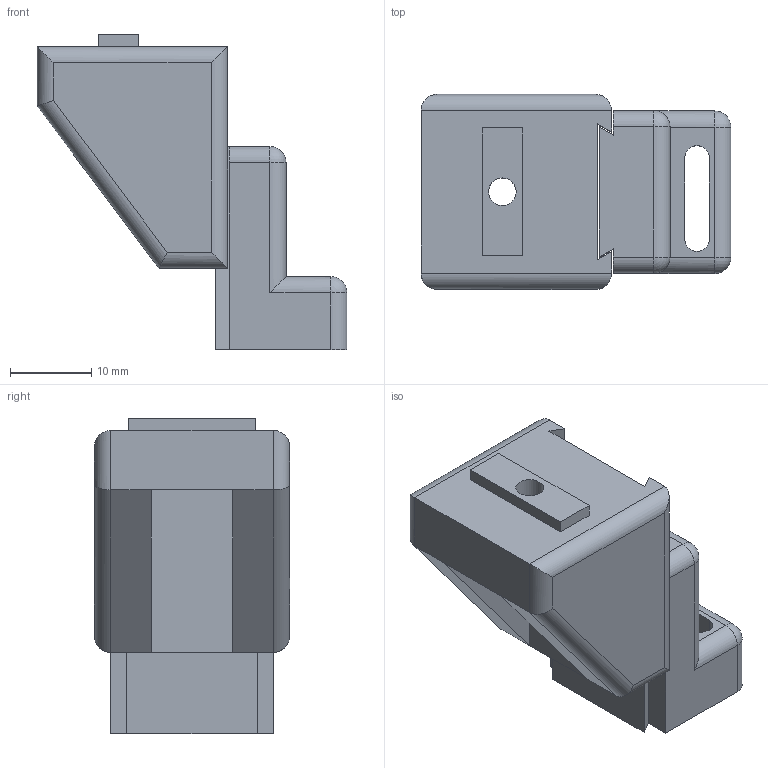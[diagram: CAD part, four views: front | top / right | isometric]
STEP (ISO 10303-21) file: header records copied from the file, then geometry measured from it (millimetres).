
FILE_DESCRIPTION(/* description */ ('STEP AP242','CAx-IF Rec.Pracs.---Representation and Presentation of Product Manufacturing Information (PMI)---4.0---2014-10-13','CAx-IF Rec.Pracs.---3D Tessellated Geometry---0.4---2014-09-14','2;1'),/* implementation_level */ '2;1');
FILE_NAME(/* name */ '6560ad3c1cb8d43cfef21faa',/* time_stamp */ '2023-11-24T14:03:41Z',/* author */ (''),/* organization */ (''),/* preprocessor_version */ 'ST-DEVELOPER v19.4',/* originating_system */ ' ',/* authorisation */ ' ');
FILE_SCHEMA (('AP242_MANAGED_MODEL_BASED_3D_ENGINEERING_MIM_LF { 1 0 10303 442 1 1 4 }'));
Length unit declared in the file: metre
Products named in the file (2): Part 2; Part 1
Bounding box: 38.11 x 24 x 38.8 mm (x, y, z)
Volume: 14373.7 mm3; surface area: 6087.6 mm2
Topology: 2 solids, 2 shells, 65 faces, 154 edges, 91 vertices
Faces by surface type: plane 36, cylinder 25, sphere 4
Full cylindrical faces by diameter (mm): 3.4 x2, 3.6 x1
Entity records: 1842 total; most frequent: DIRECTION 318, CARTESIAN_POINT 303, ORIENTED_EDGE 292, EDGE_CURVE 146, LINE 108, VECTOR 108, AXIS2_PLACEMENT_3D 105, VERTEX_POINT 90
